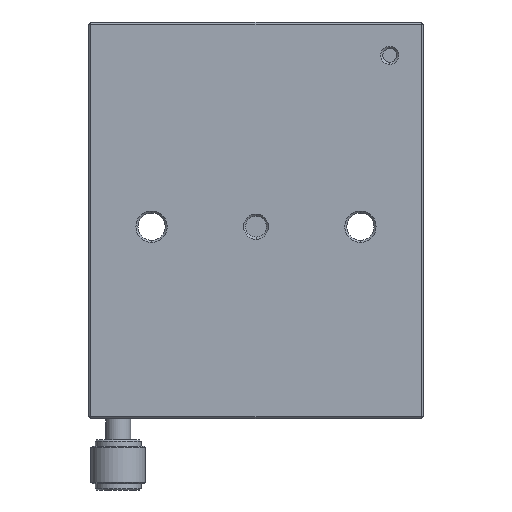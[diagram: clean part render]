
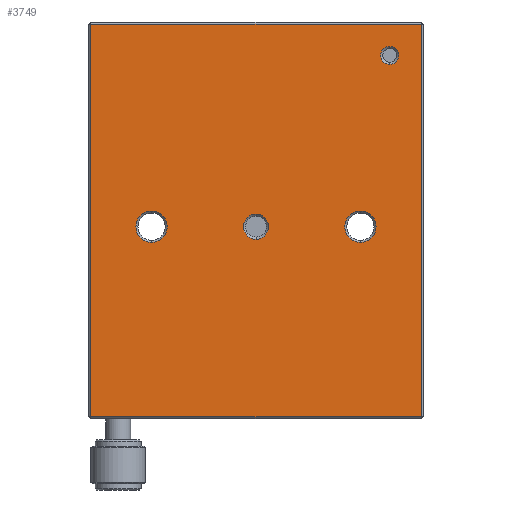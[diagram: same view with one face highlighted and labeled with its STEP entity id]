
A CAD part, front view. The second image highlights one B-rep face of the part: STEP entity #3749.
In plain terms, the highlighted planar face has unit normal (0, -1, 0).
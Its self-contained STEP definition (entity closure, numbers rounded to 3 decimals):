
#75 = ORIENTED_EDGE ( 'NONE', *, *, #4711, .T. ) ;
#76 = AXIS2_PLACEMENT_3D ( 'NONE', #5143, #988, #5865 ) ;
#321 = CARTESIAN_POINT ( 'NONE',  ( 32., 0., 89.15 ) ) ;
#322 = DIRECTION ( 'NONE',  ( 0., 0., -1. ) ) ;
#478 = VERTEX_POINT ( 'NONE', #4452 ) ;
#524 = ORIENTED_EDGE ( 'NONE', *, *, #6145, .T. ) ;
#559 = CARTESIAN_POINT ( 'NONE',  ( 0., 0., 46. ) ) ;
#593 = CARTESIAN_POINT ( 'NONE',  ( 0., 0., 49. ) ) ;
#736 = CIRCLE ( 'NONE', #76, 2.15 ) ;
#756 = CIRCLE ( 'NONE', #3601, 3. ) ;
#878 = EDGE_LOOP ( 'NONE', ( #1183, #8344 ) ) ;
#988 = DIRECTION ( 'NONE',  ( 0., 1., 0. ) ) ;
#1151 = AXIS2_PLACEMENT_3D ( 'NONE', #559, #5414, #1259 ) ;
#1183 = ORIENTED_EDGE ( 'NONE', *, *, #6532, .T. ) ;
#1187 = AXIS2_PLACEMENT_3D ( 'NONE', #7858, #3673, #8559 ) ;
#1259 = DIRECTION ( 'NONE',  ( 0., 0., -1. ) ) ;
#1390 = FACE_BOUND ( 'NONE', #5664, .T. ) ;
#1395 = DIRECTION ( 'NONE',  ( 0., 0., -1. ) ) ;
#1532 = EDGE_LOOP ( 'NONE', ( #7920, #6073 ) ) ;
#1646 = CARTESIAN_POINT ( 'NONE',  ( -25., 0., 42.25 ) ) ;
#1688 = LINE ( 'NONE', #2321, #8648 ) ;
#1709 = CIRCLE ( 'NONE', #5036, 3.75 ) ;
#1826 = CARTESIAN_POINT ( 'NONE',  ( 32., 0., 87. ) ) ;
#2266 = CARTESIAN_POINT ( 'NONE',  ( -25., 0., 49.75 ) ) ;
#2321 = CARTESIAN_POINT ( 'NONE',  ( -40., 0., 94.5 ) ) ;
#2427 = VERTEX_POINT ( 'NONE', #593 ) ;
#2476 = AXIS2_PLACEMENT_3D ( 'NONE', #1826, #6688, #2537 ) ;
#2481 = CIRCLE ( 'NONE', #1151, 3. ) ;
#2537 = DIRECTION ( 'NONE',  ( 0., 0., -1. ) ) ;
#2759 = EDGE_LOOP ( 'NONE', ( #7492, #3767, #75, #5410 ) ) ;
#2842 = CARTESIAN_POINT ( 'NONE',  ( 0., 0., 46. ) ) ;
#2866 = AXIS2_PLACEMENT_3D ( 'NONE', #8663, #4484, #322 ) ;
#2871 = CARTESIAN_POINT ( 'NONE',  ( 39.5, 0., 94.5 ) ) ;
#3023 = FACE_BOUND ( 'NONE', #5236, .T. ) ;
#3181 = DIRECTION ( 'NONE',  ( 0., 1., 0. ) ) ;
#3288 = VERTEX_POINT ( 'NONE', #7752 ) ;
#3452 = VECTOR ( 'NONE', #5844, 1000. ) ;
#3504 = DIRECTION ( 'NONE',  ( 0., 0., -1. ) ) ;
#3569 = CARTESIAN_POINT ( 'NONE',  ( 25., 0., 46. ) ) ;
#3601 = AXIS2_PLACEMENT_3D ( 'NONE', #2842, #7701, #3504 ) ;
#3673 = DIRECTION ( 'NONE',  ( 0., 1., 0. ) ) ;
#3714 = CARTESIAN_POINT ( 'NONE',  ( -39.5, 0., 0.5 ) ) ;
#3724 = CARTESIAN_POINT ( 'NONE',  ( -39.5, 0., 0. ) ) ;
#3749 = ADVANCED_FACE ( 'NONE', ( #8338, #1390, #6503, #3023, #4654 ), #9032, .T. ) ;
#3767 = ORIENTED_EDGE ( 'NONE', *, *, #5995, .T. ) ;
#3873 = CARTESIAN_POINT ( 'NONE',  ( -39.5, 0., 94.5 ) ) ;
#4039 = VERTEX_POINT ( 'NONE', #8047 ) ;
#4041 = VERTEX_POINT ( 'NONE', #3873 ) ;
#4196 = ORIENTED_EDGE ( 'NONE', *, *, #8303, .T. ) ;
#4272 = DIRECTION ( 'NONE',  ( 0., 0., -1. ) ) ;
#4383 = DIRECTION ( 'NONE',  ( -1., 0., 0. ) ) ;
#4452 = CARTESIAN_POINT ( 'NONE',  ( 0., 0., 43. ) ) ;
#4484 = DIRECTION ( 'NONE',  ( 0., 1., 0. ) ) ;
#4654 = FACE_OUTER_BOUND ( 'NONE', #2759, .T. ) ;
#4661 = ORIENTED_EDGE ( 'NONE', *, *, #5051, .T. ) ;
#4711 = EDGE_CURVE ( 'NONE', #4041, #8859, #4761, .T. ) ;
#4761 = LINE ( 'NONE', #3724, #6606 ) ;
#4934 = VECTOR ( 'NONE', #5032, 1000. ) ;
#4966 = AXIS2_PLACEMENT_3D ( 'NONE', #3569, #8447, #4272 ) ;
#5007 = VERTEX_POINT ( 'NONE', #321 ) ;
#5032 = DIRECTION ( 'NONE',  ( 1., 0., 0. ) ) ;
#5036 = AXIS2_PLACEMENT_3D ( 'NONE', #7356, #3181, #8048 ) ;
#5051 = EDGE_CURVE ( 'NONE', #5470, #4039, #1709, .T. ) ;
#5130 = CARTESIAN_POINT ( 'NONE',  ( 39.5, 0., 95. ) ) ;
#5143 = CARTESIAN_POINT ( 'NONE',  ( 32., 0., 87. ) ) ;
#5173 = CIRCLE ( 'NONE', #2866, 3.75 ) ;
#5197 = EDGE_CURVE ( 'NONE', #478, #2427, #2481, .T. ) ;
#5236 = EDGE_LOOP ( 'NONE', ( #4196, #524 ) ) ;
#5378 = LINE ( 'NONE', #8575, #4934 ) ;
#5410 = ORIENTED_EDGE ( 'NONE', *, *, #6005, .T. ) ;
#5414 = DIRECTION ( 'NONE',  ( 0., 1., 0. ) ) ;
#5459 = VERTEX_POINT ( 'NONE', #2266 ) ;
#5470 = VERTEX_POINT ( 'NONE', #7811 ) ;
#5545 = DIRECTION ( 'NONE',  ( 0., -1., 0. ) ) ;
#5610 = AXIS2_PLACEMENT_3D ( 'NONE', #8317, #5545, #1395 ) ;
#5664 = EDGE_LOOP ( 'NONE', ( #4661, #6291 ) ) ;
#5698 = CIRCLE ( 'NONE', #2476, 2.15 ) ;
#5844 = DIRECTION ( 'NONE',  ( 0., 0., 1. ) ) ;
#5865 = DIRECTION ( 'NONE',  ( 0., 0., -1. ) ) ;
#5995 = EDGE_CURVE ( 'NONE', #7138, #4041, #1688, .T. ) ;
#6005 = EDGE_CURVE ( 'NONE', #8859, #8635, #5378, .T. ) ;
#6009 = VERTEX_POINT ( 'NONE', #1646 ) ;
#6073 = ORIENTED_EDGE ( 'NONE', *, *, #6953, .T. ) ;
#6145 = EDGE_CURVE ( 'NONE', #5007, #3288, #5698, .T. ) ;
#6196 = CIRCLE ( 'NONE', #4966, 3.75 ) ;
#6291 = ORIENTED_EDGE ( 'NONE', *, *, #7623, .T. ) ;
#6503 = FACE_BOUND ( 'NONE', #1532, .T. ) ;
#6532 = EDGE_CURVE ( 'NONE', #6009, #5459, #7302, .T. ) ;
#6606 = VECTOR ( 'NONE', #7915, 1000. ) ;
#6688 = DIRECTION ( 'NONE',  ( 0., 1., 0. ) ) ;
#6953 = EDGE_CURVE ( 'NONE', #2427, #478, #756, .T. ) ;
#7138 = VERTEX_POINT ( 'NONE', #2871 ) ;
#7302 = CIRCLE ( 'NONE', #1187, 3.75 ) ;
#7356 = CARTESIAN_POINT ( 'NONE',  ( 25., 0., 46. ) ) ;
#7492 = ORIENTED_EDGE ( 'NONE', *, *, #7729, .T. ) ;
#7623 = EDGE_CURVE ( 'NONE', #4039, #5470, #6196, .T. ) ;
#7701 = DIRECTION ( 'NONE',  ( 0., 1., 0. ) ) ;
#7729 = EDGE_CURVE ( 'NONE', #8635, #7138, #9025, .T. ) ;
#7752 = CARTESIAN_POINT ( 'NONE',  ( 32., 0., 84.85 ) ) ;
#7811 = CARTESIAN_POINT ( 'NONE',  ( 25., 0., 42.25 ) ) ;
#7858 = CARTESIAN_POINT ( 'NONE',  ( -25., 0., 46. ) ) ;
#7915 = DIRECTION ( 'NONE',  ( 0., 0., -1. ) ) ;
#7920 = ORIENTED_EDGE ( 'NONE', *, *, #5197, .T. ) ;
#8047 = CARTESIAN_POINT ( 'NONE',  ( 25., 0., 49.75 ) ) ;
#8048 = DIRECTION ( 'NONE',  ( 0., 0., -1. ) ) ;
#8303 = EDGE_CURVE ( 'NONE', #3288, #5007, #736, .T. ) ;
#8317 = CARTESIAN_POINT ( 'NONE',  ( -40., 0., 95. ) ) ;
#8338 = FACE_BOUND ( 'NONE', #878, .T. ) ;
#8344 = ORIENTED_EDGE ( 'NONE', *, *, #8905, .T. ) ;
#8349 = CARTESIAN_POINT ( 'NONE',  ( 39.5, 0., 0.5 ) ) ;
#8447 = DIRECTION ( 'NONE',  ( 0., 1., 0. ) ) ;
#8559 = DIRECTION ( 'NONE',  ( 0., 0., -1. ) ) ;
#8575 = CARTESIAN_POINT ( 'NONE',  ( -40., 0., 0.5 ) ) ;
#8635 = VERTEX_POINT ( 'NONE', #8349 ) ;
#8648 = VECTOR ( 'NONE', #4383, 1000. ) ;
#8663 = CARTESIAN_POINT ( 'NONE',  ( -25., 0., 46. ) ) ;
#8859 = VERTEX_POINT ( 'NONE', #3714 ) ;
#8905 = EDGE_CURVE ( 'NONE', #5459, #6009, #5173, .T. ) ;
#9025 = LINE ( 'NONE', #5130, #3452 ) ;
#9032 = PLANE ( 'NONE',  #5610 ) ;
